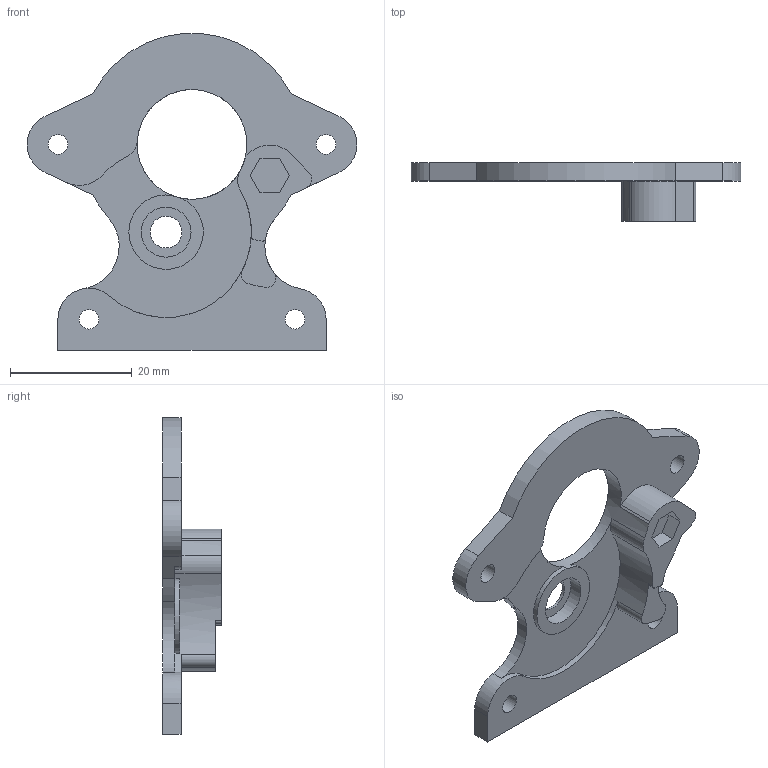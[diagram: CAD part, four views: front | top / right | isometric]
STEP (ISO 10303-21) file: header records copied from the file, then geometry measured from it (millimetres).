
FILE_DESCRIPTION(/* description */ (''),/* implementation_level */ '2;1');
FILE_NAME(/* name */ 'mjølnir_base 51.step',/* time_stamp */ '2021-05-21T17:41:42+02:00',/* author */ (''),/* organization */ (''),/* preprocessor_version */ 'ST-DEVELOPER v18.1',/* originating_system */ 'Autodesk Translation Framework v10.6.0.1341',/* authorisation */ '');
FILE_SCHEMA (('AUTOMOTIVE_DESIGN { 1 0 10303 214 3 1 1 }'));
Length unit declared in the file: millimetre
Products named in the file (1): mjølnir_base_sn_bn
Bounding box: 54.06 x 9.6 x 51.98 mm (x, y, z)
Volume: 4846.6 mm3; surface area: 4704.8 mm2
Topology: 1 solids, 1 shells, 67 faces, 183 edges, 122 vertices
Faces by surface type: plane 35, cylinder 32
Full cylindrical faces by diameter (mm): 3.2 x5, 5.2 x1, 6.2 x1, 8.2 x1, 18 x1
Entity records: 2215 total; most frequent: DIRECTION 393, CARTESIAN_POINT 373, ORIENTED_EDGE 366, EDGE_CURVE 183, AXIS2_PLACEMENT_3D 142, VERTEX_POINT 122, LINE 109, VECTOR 109
